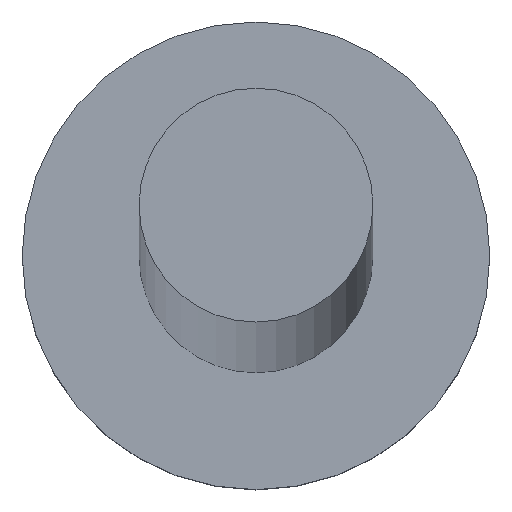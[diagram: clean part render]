
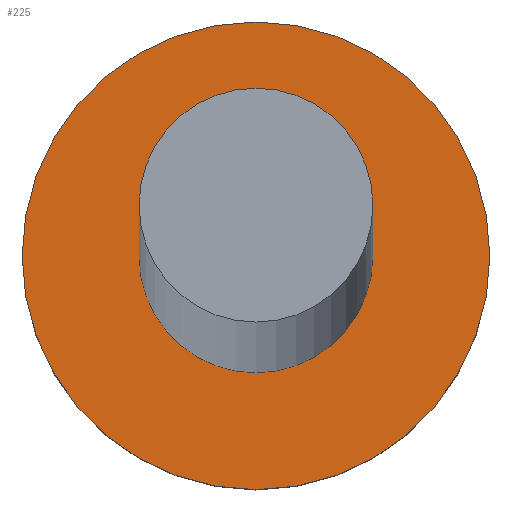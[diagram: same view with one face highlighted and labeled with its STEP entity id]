
A CAD part, top view. The second image highlights one B-rep face of the part: STEP entity #225.
In plain terms, the highlighted planar face has unit normal (0, 0, 1).
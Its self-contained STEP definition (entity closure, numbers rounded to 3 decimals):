
#4 = DIRECTION ( 'NONE',  ( 1., 0., 0. ) ) ;
#8 = AXIS2_PLACEMENT_3D ( 'NONE', #77, #73, #227 ) ;
#9 = AXIS2_PLACEMENT_3D ( 'NONE', #10, #13, #239 ) ;
#10 = CARTESIAN_POINT ( 'NONE',  ( 0., 0., 3. ) ) ;
#12 = DIRECTION ( 'NONE',  ( 1., 0., 0. ) ) ;
#13 = DIRECTION ( 'NONE',  ( 0., 0., 1. ) ) ;
#34 = FACE_BOUND ( 'NONE', #64, .T. ) ;
#36 = EDGE_CURVE ( 'NONE', #96, #153, #249, .T. ) ;
#38 = ORIENTED_EDGE ( 'NONE', *, *, #36, .T. ) ;
#63 = CARTESIAN_POINT ( 'NONE',  ( 0., 0., 3. ) ) ;
#64 = EDGE_LOOP ( 'NONE', ( #98, #104 ) ) ;
#73 = DIRECTION ( 'NONE',  ( 0., 0., 1. ) ) ;
#77 = CARTESIAN_POINT ( 'NONE',  ( 0., 0., 3. ) ) ;
#80 = VERTEX_POINT ( 'NONE', #142 ) ;
#88 = CARTESIAN_POINT ( 'NONE',  ( -4., 0., 3. ) ) ;
#91 = CARTESIAN_POINT ( 'NONE',  ( 4., 0., 3. ) ) ;
#96 = VERTEX_POINT ( 'NONE', #88 ) ;
#98 = ORIENTED_EDGE ( 'NONE', *, *, #156, .F. ) ;
#104 = ORIENTED_EDGE ( 'NONE', *, *, #252, .F. ) ;
#111 = FACE_OUTER_BOUND ( 'NONE', #169, .T. ) ;
#119 = AXIS2_PLACEMENT_3D ( 'NONE', #63, #214, #162 ) ;
#142 = CARTESIAN_POINT ( 'NONE',  ( -2., 0., 3. ) ) ;
#146 = EDGE_CURVE ( 'NONE', #153, #96, #245, .T. ) ;
#153 = VERTEX_POINT ( 'NONE', #91 ) ;
#156 = EDGE_CURVE ( 'NONE', #80, #194, #158, .T. ) ;
#158 = CIRCLE ( 'NONE', #178, 2. ) ;
#162 = DIRECTION ( 'NONE',  ( 1., 0., 0. ) ) ;
#169 = EDGE_LOOP ( 'NONE', ( #38, #226 ) ) ;
#171 = PLANE ( 'NONE',  #195 ) ;
#178 = AXIS2_PLACEMENT_3D ( 'NONE', #185, #242, #12 ) ;
#179 = DIRECTION ( 'NONE',  ( 0., 0., 1. ) ) ;
#185 = CARTESIAN_POINT ( 'NONE',  ( 0., 0., 3. ) ) ;
#192 = CARTESIAN_POINT ( 'NONE',  ( 0., 0., 3. ) ) ;
#194 = VERTEX_POINT ( 'NONE', #244 ) ;
#195 = AXIS2_PLACEMENT_3D ( 'NONE', #192, #179, #4 ) ;
#214 = DIRECTION ( 'NONE',  ( 0., 0., 1. ) ) ;
#225 = ADVANCED_FACE ( 'NONE', ( #34, #111 ), #171, .T. ) ;
#226 = ORIENTED_EDGE ( 'NONE', *, *, #146, .T. ) ;
#227 = DIRECTION ( 'NONE',  ( 1., 0., 0. ) ) ;
#231 = CIRCLE ( 'NONE', #8, 2. ) ;
#239 = DIRECTION ( 'NONE',  ( 1., 0., 0. ) ) ;
#242 = DIRECTION ( 'NONE',  ( 0., 0., 1. ) ) ;
#244 = CARTESIAN_POINT ( 'NONE',  ( 2., 0., 3. ) ) ;
#245 = CIRCLE ( 'NONE', #9, 4. ) ;
#249 = CIRCLE ( 'NONE', #119, 4. ) ;
#252 = EDGE_CURVE ( 'NONE', #194, #80, #231, .T. ) ;
